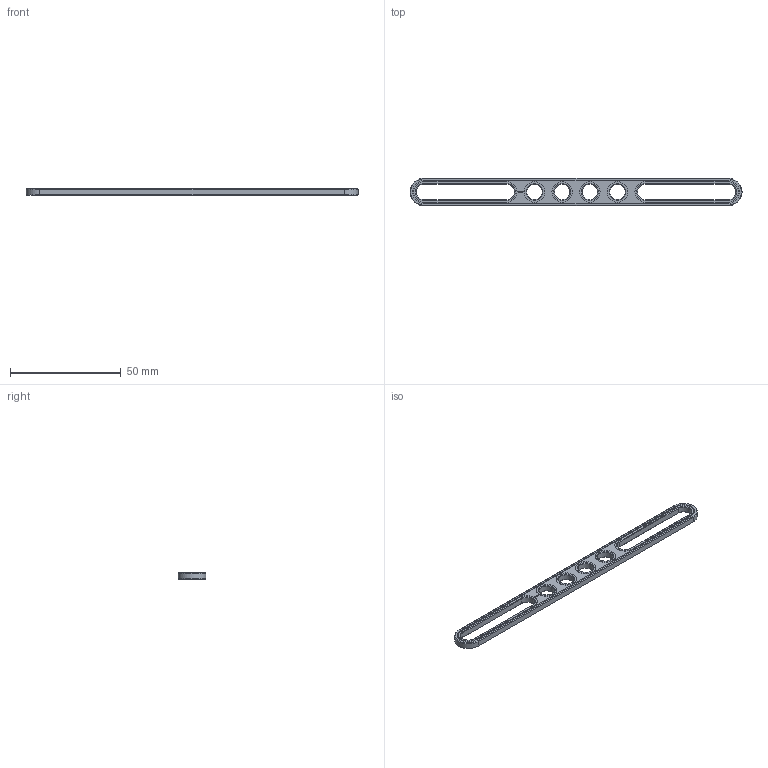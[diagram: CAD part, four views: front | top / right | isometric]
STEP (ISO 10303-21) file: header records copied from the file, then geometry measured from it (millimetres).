
FILE_DESCRIPTION(('FreeCAD Model'),'2;1');
FILE_NAME('Open CASCADE Shape Model','2023-01-08T23:20:10',(''),(''), 'Open CASCADE STEP processor 7.6','FreeCAD','Unknown');
FILE_SCHEMA(('AUTOMOTIVE_DESIGN { 1 0 10303 214 1 1 1 1 }'));
Length unit declared in the file: millimetre
Products named in the file (1): Brace STR SLT BE ERR BU12x01x00.25x04 - SPN-BRC-0315 (stemfie.org)
Bounding box: 150 x 12.5 x 3.12 mm (x, y, z)
Volume: 3256.3 mm3; surface area: 3953.1 mm2
Topology: 1 solids, 1 shells, 593 faces, 1628 edges, 1076 vertices
Faces by surface type: plane 351, extrusion 202, cone 20, cylinder 20
Full cylindrical faces by diameter (mm): 7 x4, 9.2 x4
Entity records: 41342 total; most frequent: CARTESIAN_POINT 10296, DIRECTION 4913, VECTOR 3967, LINE 3765, ORIENTED_EDGE 3256, PCURVE 3256, DEFINITIONAL_REPRESENTATION 3256, EDGE_CURVE 1628
